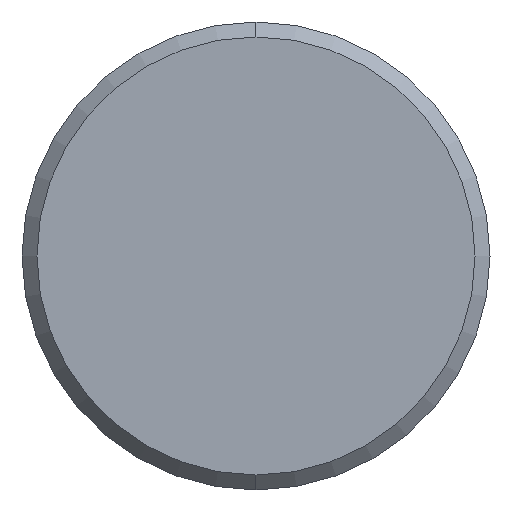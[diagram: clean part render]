
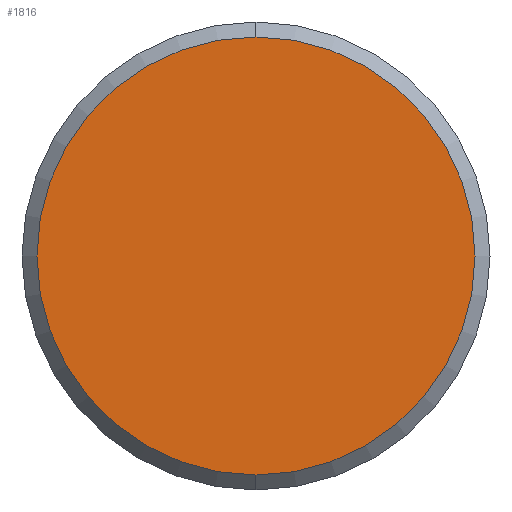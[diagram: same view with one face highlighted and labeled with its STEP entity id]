
A CAD part, left-side view. The second image highlights one B-rep face of the part: STEP entity #1816.
In plain terms, the highlighted planar face has unit normal (-1, 0, 0).
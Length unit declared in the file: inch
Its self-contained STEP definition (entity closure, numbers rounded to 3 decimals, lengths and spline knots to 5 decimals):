
#224 = VERTEX_POINT ( 'NONE', #3983 ) ;
#319 = CARTESIAN_POINT ( 'NONE',  ( 0., 0., 0. ) ) ;
#357 = PLANE ( 'NONE',  #1186 ) ;
#394 = CARTESIAN_POINT ( 'NONE',  ( 0., 0., 0. ) ) ;
#613 = DIRECTION ( 'NONE',  ( 0., 0., 1. ) ) ;
#680 = CARTESIAN_POINT ( 'NONE',  ( 0., 0., 0. ) ) ;
#1018 = DIRECTION ( 'NONE',  ( 0., 0., 1. ) ) ;
#1186 = AXIS2_PLACEMENT_3D ( 'NONE', #680, #3835, #613 ) ;
#1390 = VERTEX_POINT ( 'NONE', #2038 ) ;
#1439 = EDGE_CURVE ( 'NONE', #224, #1390, #4032, .T. ) ;
#1668 = CIRCLE ( 'NONE', #2315, 0.29235 ) ;
#1699 = DIRECTION ( 'NONE',  ( -1., 0., 0. ) ) ;
#1744 = DIRECTION ( 'NONE',  ( -1., 0., 0. ) ) ;
#1816 = ADVANCED_FACE ( 'NONE', ( #4153 ), #357, .T. ) ;
#1849 = EDGE_LOOP ( 'NONE', ( #2540, #2562 ) ) ;
#2038 = CARTESIAN_POINT ( 'NONE',  ( 0., 0., -0.29235 ) ) ;
#2042 = AXIS2_PLACEMENT_3D ( 'NONE', #394, #1744, #3136 ) ;
#2315 = AXIS2_PLACEMENT_3D ( 'NONE', #319, #1699, #1018 ) ;
#2540 = ORIENTED_EDGE ( 'NONE', *, *, #3213, .T. ) ;
#2562 = ORIENTED_EDGE ( 'NONE', *, *, #1439, .T. ) ;
#3136 = DIRECTION ( 'NONE',  ( 0., 0., 1. ) ) ;
#3213 = EDGE_CURVE ( 'NONE', #1390, #224, #1668, .T. ) ;
#3835 = DIRECTION ( 'NONE',  ( -1., 0., 0. ) ) ;
#3983 = CARTESIAN_POINT ( 'NONE',  ( 0., 0., 0.29235 ) ) ;
#4032 = CIRCLE ( 'NONE', #2042, 0.29235 ) ;
#4153 = FACE_OUTER_BOUND ( 'NONE', #1849, .T. ) ;
